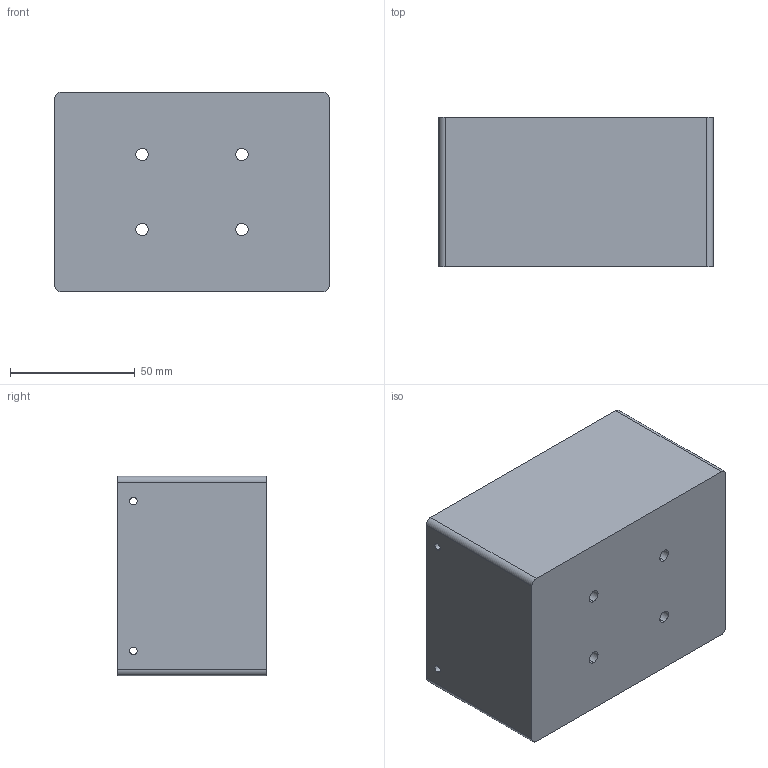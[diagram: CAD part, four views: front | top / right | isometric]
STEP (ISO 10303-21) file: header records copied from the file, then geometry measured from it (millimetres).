
FILE_DESCRIPTION (( 'STEP AP214' ), '1' );
FILE_NAME ('Part1.STEP', '2024-09-13T03:57:26', ( 'hp' ), ( 'HP' ), 'SwSTEP 2.0', 'SolidWorks 2024', '' );
FILE_SCHEMA (( 'AUTOMOTIVE_DESIGN' ));
Length unit declared in the file: millimetre
Products named in the file (1): Part1
Bounding box: 110 x 60 x 80 mm (x, y, z)
Volume: 315349.1 mm3; surface area: 60460 mm2
Topology: 1 solids, 1 shells, 92 faces, 241 edges, 160 vertices
Faces by surface type: cylinder 53, plane 39
Entity records: 3322 total; most frequent: CARTESIAN_POINT 900, DIRECTION 495, ORIENTED_EDGE 482, EDGE_CURVE 241, AXIS2_PLACEMENT_3D 179, VERTEX_POINT 160, EDGE_LOOP 139, VECTOR 137
